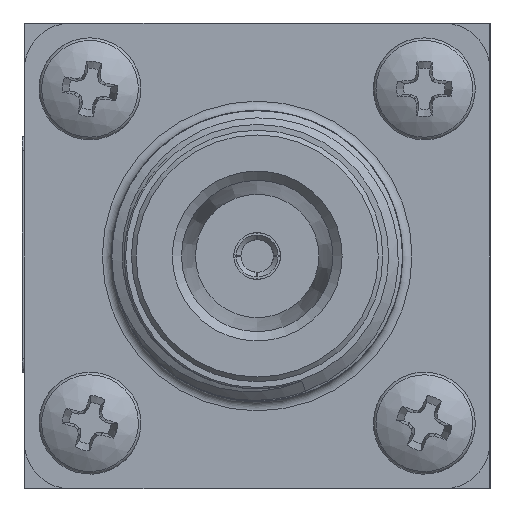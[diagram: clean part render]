
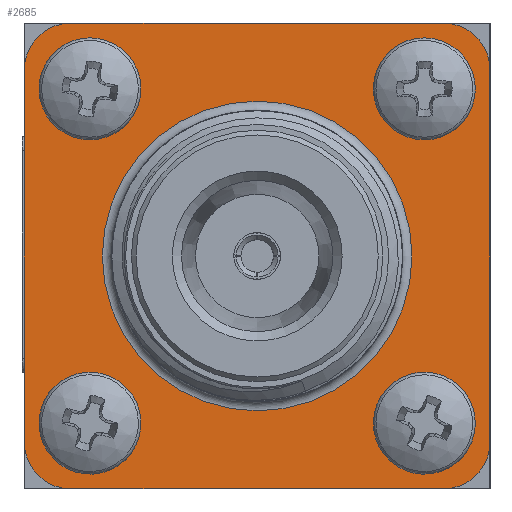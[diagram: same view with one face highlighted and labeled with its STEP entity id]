
A CAD part, left-side view. The second image highlights one B-rep face of the part: STEP entity #2685.
In plain terms, the highlighted planar face has unit normal (-1, 0, 0).
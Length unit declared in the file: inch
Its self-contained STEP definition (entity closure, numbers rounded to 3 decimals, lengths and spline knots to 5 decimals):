
#375 = CARTESIAN_POINT ( 'NONE',  ( -0.08, 0.141, -0.859 ) ) ;
#694 = CARTESIAN_POINT ( 'NONE',  ( -0.08, 0.9, -0.1 ) ) ;
#857 = FACE_BOUND ( 'NONE', #20411, .T. ) ;
#880 = DIRECTION ( 'NONE',  ( 0., 0., 1. ) ) ;
#972 = LINE ( 'NONE', #32272, #45944 ) ;
#1891 = ORIENTED_EDGE ( 'NONE', *, *, #28899, .T. ) ;
#2526 = VERTEX_POINT ( 'NONE', #52210 ) ;
#2553 = CARTESIAN_POINT ( 'NONE',  ( -0.08, 0., -1. ) ) ;
#2685 = ADVANCED_FACE ( 'NONE', ( #49014, #857, #8467, #17484, #4084, #35648 ), #39992, .T. ) ;
#2889 = DIRECTION ( 'NONE',  ( -1., 0., 0. ) ) ;
#2949 = ORIENTED_EDGE ( 'NONE', *, *, #49022, .T. ) ;
#4029 = DIRECTION ( 'NONE',  ( 0., 0., 1. ) ) ;
#4084 = FACE_BOUND ( 'NONE', #36641, .T. ) ;
#4766 = EDGE_LOOP ( 'NONE', ( #53931 ) ) ;
#6905 = DIRECTION ( 'NONE',  ( 0., 0., 1. ) ) ;
#7413 = ORIENTED_EDGE ( 'NONE', *, *, #22555, .T. ) ;
#7655 = EDGE_CURVE ( 'NONE', #32805, #18136, #50588, .T. ) ;
#7895 = LINE ( 'NONE', #51392, #16022 ) ;
#8467 = FACE_BOUND ( 'NONE', #4766, .T. ) ;
#8553 = CARTESIAN_POINT ( 'NONE',  ( -0.08, 0.9, 0. ) ) ;
#8699 = DIRECTION ( 'NONE',  ( -1., 0., 0. ) ) ;
#8882 = DIRECTION ( 'NONE',  ( -1., 0., 0. ) ) ;
#9332 = EDGE_CURVE ( 'NONE', #47574, #10019, #32472, .T. ) ;
#9674 = ORIENTED_EDGE ( 'NONE', *, *, #7655, .T. ) ;
#10019 = VERTEX_POINT ( 'NONE', #31542 ) ;
#10802 = CARTESIAN_POINT ( 'NONE',  ( -0.08, 0.9, -1. ) ) ;
#10827 = DIRECTION ( 'NONE',  ( 0., 0., 1. ) ) ;
#12300 = CIRCLE ( 'NONE', #28021, 0.0625 ) ;
#12800 = EDGE_CURVE ( 'NONE', #26769, #26769, #23110, .T. ) ;
#13143 = DIRECTION ( 'NONE',  ( 1., 0., 0. ) ) ;
#13499 = ORIENTED_EDGE ( 'NONE', *, *, #42714, .T. ) ;
#13734 = CARTESIAN_POINT ( 'NONE',  ( -0.08, 0.141, -0.0785 ) ) ;
#13996 = DIRECTION ( 'NONE',  ( -1., 0., 0. ) ) ;
#14462 = CARTESIAN_POINT ( 'NONE',  ( -0.08, 0., -0.1 ) ) ;
#14979 = EDGE_CURVE ( 'NONE', #43582, #43582, #50577, .T. ) ;
#15195 = DIRECTION ( 'NONE',  ( -1., 0., 0. ) ) ;
#16022 = VECTOR ( 'NONE', #33969, 39.37008 ) ;
#16050 = ORIENTED_EDGE ( 'NONE', *, *, #14979, .F. ) ;
#17484 = FACE_BOUND ( 'NONE', #33465, .T. ) ;
#17768 = CARTESIAN_POINT ( 'NONE',  ( -0.08, 0.5, -0.5 ) ) ;
#17833 = CARTESIAN_POINT ( 'NONE',  ( -0.08, 0.9, -0.9 ) ) ;
#18136 = VERTEX_POINT ( 'NONE', #48892 ) ;
#18216 = AXIS2_PLACEMENT_3D ( 'NONE', #25819, #8699, #4029 ) ;
#18516 = VECTOR ( 'NONE', #31710, 39.37008 ) ;
#18990 = ORIENTED_EDGE ( 'NONE', *, *, #28618, .T. ) ;
#20411 = EDGE_LOOP ( 'NONE', ( #20476 ) ) ;
#20476 = ORIENTED_EDGE ( 'NONE', *, *, #42905, .F. ) ;
#20616 = DIRECTION ( 'NONE',  ( 0., 0., 1. ) ) ;
#20631 = CIRCLE ( 'NONE', #49273, 0.1 ) ;
#20898 = CARTESIAN_POINT ( 'NONE',  ( -0.08, 0.859, -0.141 ) ) ;
#20912 = CIRCLE ( 'NONE', #39320, 0.1 ) ;
#21073 = VERTEX_POINT ( 'NONE', #25431 ) ;
#21245 = VERTEX_POINT ( 'NONE', #51588 ) ;
#21320 = ORIENTED_EDGE ( 'NONE', *, *, #44857, .T. ) ;
#22121 = DIRECTION ( 'NONE',  ( 0., 0., -1. ) ) ;
#22555 = EDGE_CURVE ( 'NONE', #2526, #32805, #46622, .T. ) ;
#22688 = CARTESIAN_POINT ( 'NONE',  ( -0.08, 0.5, -0.5 ) ) ;
#22763 = LINE ( 'NONE', #36024, #18516 ) ;
#23110 = CIRCLE ( 'NONE', #39704, 0.0625 ) ;
#23251 = CARTESIAN_POINT ( 'NONE',  ( -0.08, 0.859, -0.859 ) ) ;
#25190 = ORIENTED_EDGE ( 'NONE', *, *, #9332, .T. ) ;
#25414 = DIRECTION ( 'NONE',  ( -1., 0., 0. ) ) ;
#25431 = CARTESIAN_POINT ( 'NONE',  ( -0.08, 0.859, -0.7965 ) ) ;
#25819 = CARTESIAN_POINT ( 'NONE',  ( -0.08, 0.141, -0.141 ) ) ;
#26769 = VERTEX_POINT ( 'NONE', #44147 ) ;
#27089 = CIRCLE ( 'NONE', #54823, 0.3325 ) ;
#27968 = AXIS2_PLACEMENT_3D ( 'NONE', #17768, #53645, #39684 ) ;
#28021 = AXIS2_PLACEMENT_3D ( 'NONE', #23251, #13996, #880 ) ;
#28618 = EDGE_CURVE ( 'NONE', #21245, #2526, #20631, .T. ) ;
#28899 = EDGE_CURVE ( 'NONE', #18136, #47574, #7895, .T. ) ;
#28903 = VERTEX_POINT ( 'NONE', #46573 ) ;
#30519 = DIRECTION ( 'NONE',  ( -1., 0., 0. ) ) ;
#30867 = DIRECTION ( 'NONE',  ( 0., 0., -1. ) ) ;
#31542 = CARTESIAN_POINT ( 'NONE',  ( -0.08, 1., -0.1 ) ) ;
#31710 = DIRECTION ( 'NONE',  ( 0., 0., -1. ) ) ;
#32272 = CARTESIAN_POINT ( 'NONE',  ( -0.08, 0., -1. ) ) ;
#32472 = CIRCLE ( 'NONE', #42691, 0.1 ) ;
#32563 = DIRECTION ( 'NONE',  ( 0., -1., 0. ) ) ;
#32805 = VERTEX_POINT ( 'NONE', #14462 ) ;
#32976 = EDGE_CURVE ( 'NONE', #50811, #50229, #20912, .T. ) ;
#33465 = EDGE_LOOP ( 'NONE', ( #16050 ) ) ;
#33969 = DIRECTION ( 'NONE',  ( 0., 1., 0. ) ) ;
#35648 = FACE_OUTER_BOUND ( 'NONE', #44883, .T. ) ;
#35780 = CARTESIAN_POINT ( 'NONE',  ( -0.08, 0.1, -0.1 ) ) ;
#36024 = CARTESIAN_POINT ( 'NONE',  ( -0.08, 1., -1. ) ) ;
#36641 = EDGE_LOOP ( 'NONE', ( #51768 ) ) ;
#36667 = VERTEX_POINT ( 'NONE', #54995 ) ;
#39320 = AXIS2_PLACEMENT_3D ( 'NONE', #17833, #30519, #39467 ) ;
#39439 = AXIS2_PLACEMENT_3D ( 'NONE', #35780, #8882, #48576 ) ;
#39467 = DIRECTION ( 'NONE',  ( 0., 0., -1. ) ) ;
#39654 = AXIS2_PLACEMENT_3D ( 'NONE', #375, #15195, #10827 ) ;
#39684 = DIRECTION ( 'NONE',  ( 0., 0., 1. ) ) ;
#39704 = AXIS2_PLACEMENT_3D ( 'NONE', #20898, #2889, #20616 ) ;
#39992 = PLANE ( 'NONE',  #27968 ) ;
#40156 = EDGE_CURVE ( 'NONE', #28903, #28903, #57327, .T. ) ;
#40423 = ORIENTED_EDGE ( 'NONE', *, *, #32976, .T. ) ;
#42691 = AXIS2_PLACEMENT_3D ( 'NONE', #694, #48291, #30867 ) ;
#42714 = EDGE_CURVE ( 'NONE', #36667, #36667, #27089, .T. ) ;
#42803 = VECTOR ( 'NONE', #6905, 39.37008 ) ;
#42905 = EDGE_CURVE ( 'NONE', #21073, #21073, #12300, .T. ) ;
#43582 = VERTEX_POINT ( 'NONE', #13734 ) ;
#44147 = CARTESIAN_POINT ( 'NONE',  ( -0.08, 0.859, -0.0785 ) ) ;
#44857 = EDGE_CURVE ( 'NONE', #50229, #21245, #972, .T. ) ;
#44883 = EDGE_LOOP ( 'NONE', ( #21320, #18990, #7413, #9674, #1891, #25190, #2949, #40423 ) ) ;
#45944 = VECTOR ( 'NONE', #32563, 39.37008 ) ;
#46573 = CARTESIAN_POINT ( 'NONE',  ( -0.08, 0.141, -0.7965 ) ) ;
#46622 = LINE ( 'NONE', #2553, #42803 ) ;
#47243 = EDGE_LOOP ( 'NONE', ( #13499 ) ) ;
#47574 = VERTEX_POINT ( 'NONE', #8553 ) ;
#47909 = CARTESIAN_POINT ( 'NONE',  ( -0.08, 1., -0.9 ) ) ;
#47961 = DIRECTION ( 'NONE',  ( 0., 0., -1. ) ) ;
#48291 = DIRECTION ( 'NONE',  ( -1., 0., 0. ) ) ;
#48576 = DIRECTION ( 'NONE',  ( 0., 0., -1. ) ) ;
#48892 = CARTESIAN_POINT ( 'NONE',  ( -0.08, 0.1, 0. ) ) ;
#49014 = FACE_BOUND ( 'NONE', #47243, .T. ) ;
#49022 = EDGE_CURVE ( 'NONE', #10019, #50811, #22763, .T. ) ;
#49273 = AXIS2_PLACEMENT_3D ( 'NONE', #52595, #25414, #47961 ) ;
#50229 = VERTEX_POINT ( 'NONE', #10802 ) ;
#50577 = CIRCLE ( 'NONE', #18216, 0.0625 ) ;
#50588 = CIRCLE ( 'NONE', #39439, 0.1 ) ;
#50811 = VERTEX_POINT ( 'NONE', #47909 ) ;
#51392 = CARTESIAN_POINT ( 'NONE',  ( -0.08, 0., 0. ) ) ;
#51588 = CARTESIAN_POINT ( 'NONE',  ( -0.08, 0.1, -1. ) ) ;
#51768 = ORIENTED_EDGE ( 'NONE', *, *, #40156, .F. ) ;
#52210 = CARTESIAN_POINT ( 'NONE',  ( -0.08, 0., -0.9 ) ) ;
#52595 = CARTESIAN_POINT ( 'NONE',  ( -0.08, 0.1, -0.9 ) ) ;
#53645 = DIRECTION ( 'NONE',  ( -1., 0., 0. ) ) ;
#53931 = ORIENTED_EDGE ( 'NONE', *, *, #12800, .F. ) ;
#54823 = AXIS2_PLACEMENT_3D ( 'NONE', #22688, #13143, #22121 ) ;
#54995 = CARTESIAN_POINT ( 'NONE',  ( -0.08, 0.5, -0.8325 ) ) ;
#57327 = CIRCLE ( 'NONE', #39654, 0.0625 ) ;
